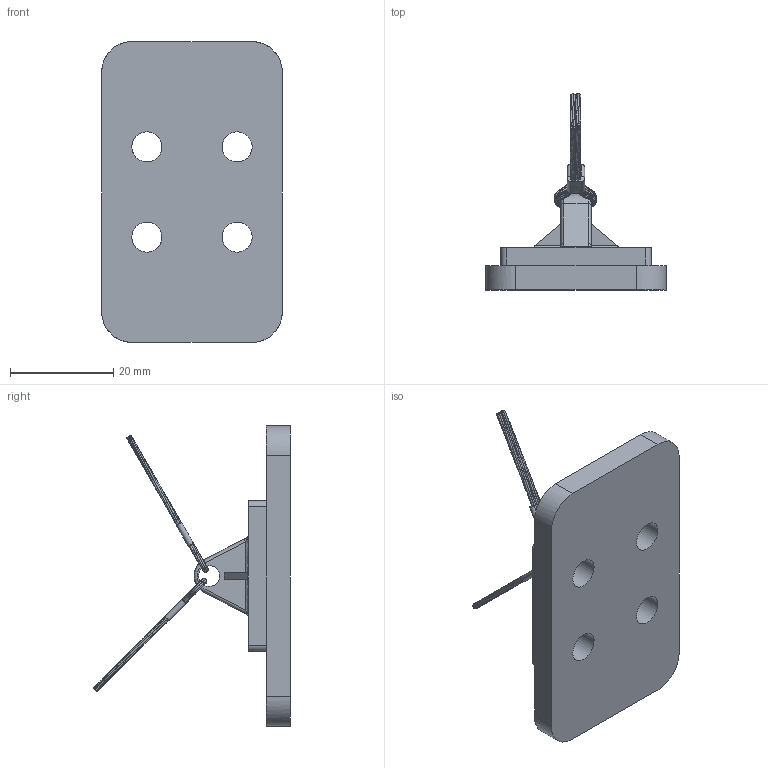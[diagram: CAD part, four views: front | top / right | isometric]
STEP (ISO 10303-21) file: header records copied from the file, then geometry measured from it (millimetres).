
FILE_DESCRIPTION(('FreeCAD Model'),'2;1');
FILE_NAME('Open CASCADE Shape Model','2025-05-07T18:31:35',('FreeCAD'),( 'FreeCAD'),'Open CASCADE STEP processor 7.6','FreeCAD','Unknown');
FILE_SCHEMA(('AUTOMOTIVE_DESIGN { 1 0 10303 214 1 1 1 1 }'));
Length unit declared in the file: millimetre
Products named in the file (1): Open CASCADE STEP translator 7.6 1
Bounding box: 34.96 x 38.15 x 58.27 mm (x, y, z)
Volume: 12107.5 mm3; surface area: 8567.1 mm2
Topology: 18 solids, 18 shells, 726 faces, 1495 edges, 802 vertices
Faces by surface type: bspline 726
Entity records: 32276 total; most frequent: CARTESIAN_POINT 23327, ORIENTED_EDGE 2982, EDGE_CURVE 1491, VERTEX_POINT 802, FACE_BOUND 745, EDGE_LOOP 745, ADVANCED_FACE 726, B_SPLINE_CURVE_WITH_KNOTS 721
